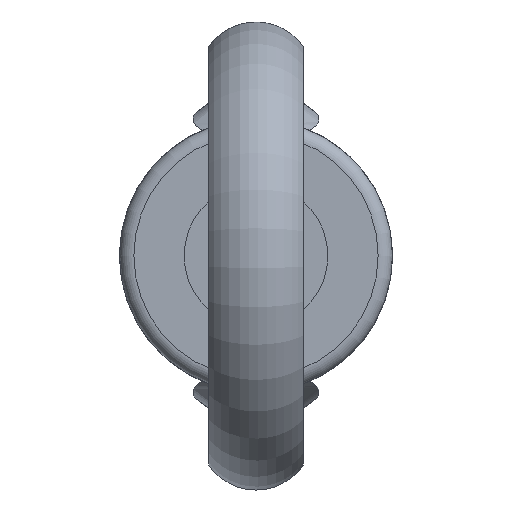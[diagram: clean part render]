
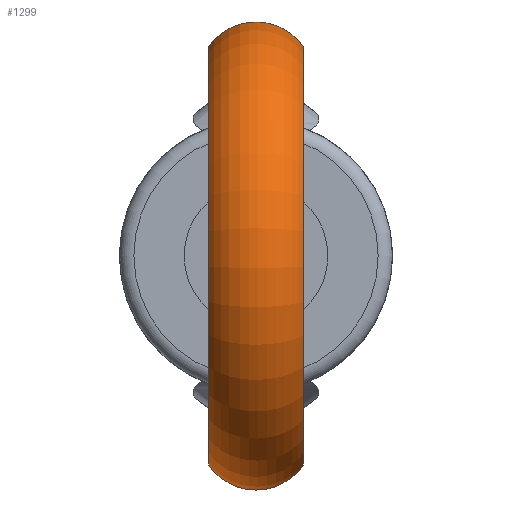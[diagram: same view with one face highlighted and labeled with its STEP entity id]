
A CAD part, left-side view. The second image highlights one B-rep face of the part: STEP entity #1299.
In plain terms, the highlighted toroidal (fillet/blend) face has major radius 6.15 mm and minor radius 2 mm.
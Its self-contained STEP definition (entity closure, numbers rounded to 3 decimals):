
#102 = CARTESIAN_POINT ( 'NONE',  ( -1.13, 42.458, 1.65 ) ) ;
#169 = CARTESIAN_POINT ( 'NONE',  ( -1.13, 42.458, -1.65 ) ) ;
#228 = DIRECTION ( 'NONE',  ( 0., 0., 1. ) ) ;
#341 = FACE_OUTER_BOUND ( 'NONE', #2383, .T. ) ;
#510 = B_SPLINE_CURVE_WITH_KNOTS ( 'NONE', 3,
 ( #169, #2533, #1689, #2073, #582, #1905, #758, #2549, #2513, #599, #1445, #2322, #2301, #1042, #1461, #102 ),
 .UNSPECIFIED., .F., .F.,
 ( 4, 2, 2, 2, 2, 2, 2, 4 ),
 ( 0.002, 0.002, 0.003, 0.003, 0.004, 0.004, 0.005, 0.006 ),
 .UNSPECIFIED. ) ;
#582 = CARTESIAN_POINT ( 'NONE',  ( -1.663, 42.016, -1.124 ) ) ;
#599 = CARTESIAN_POINT ( 'NONE',  ( -2., 41.749, 0.172 ) ) ;
#674 = ORIENTED_EDGE ( 'NONE', *, *, #2731, .F. ) ;
#758 = CARTESIAN_POINT ( 'NONE',  ( -1.887, 41.837, -0.684 ) ) ;
#772 = CARTESIAN_POINT ( 'NONE',  ( -1.13, 42.458, 1.65 ) ) ;
#842 = CARTESIAN_POINT ( 'NONE',  ( 0., 49.65, 0. ) ) ;
#847 = EDGE_CURVE ( 'NONE', #1573, #1041, #1128, .T. ) ;
#852 = DIRECTION ( 'NONE',  ( 0., 1., 0. ) ) ;
#863 = CARTESIAN_POINT ( 'NONE',  ( 0., 49.65, 1.65 ) ) ;
#1039 = AXIS2_PLACEMENT_3D ( 'NONE', #842, #1330, #1541 ) ;
#1041 = VERTEX_POINT ( 'NONE', #772 ) ;
#1042 = CARTESIAN_POINT ( 'NONE',  ( -1.585, 42.078, 1.263 ) ) ;
#1128 = CIRCLE ( 'NONE', #2727, 7.28 ) ;
#1299 = ADVANCED_FACE ( 'NONE', ( #341 ), #2770, .T. ) ;
#1312 = EDGE_CURVE ( 'NONE', #1573, #1777, #1525, .T. ) ;
#1330 = DIRECTION ( 'NONE',  ( 0., 0., 1. ) ) ;
#1445 = CARTESIAN_POINT ( 'NONE',  ( -1.977, 41.767, 0.347 ) ) ;
#1461 = CARTESIAN_POINT ( 'NONE',  ( -1.365, 42.258, 1.489 ) ) ;
#1466 = DIRECTION ( 'NONE',  ( 0., -1., 0. ) ) ;
#1525 = CIRCLE ( 'NONE', #2168, 2. ) ;
#1541 = DIRECTION ( 'NONE',  ( 1., 0., 0. ) ) ;
#1573 = VERTEX_POINT ( 'NONE', #2644 ) ;
#1637 = EDGE_CURVE ( 'NONE', #2305, #1041, #510, .T. ) ;
#1689 = CARTESIAN_POINT ( 'NONE',  ( -1.362, 42.262, -1.473 ) ) ;
#1733 = DIRECTION ( 'NONE',  ( 0., 1., 0. ) ) ;
#1777 = VERTEX_POINT ( 'NONE', #2148 ) ;
#1793 = CIRCLE ( 'NONE', #2640, 7.28 ) ;
#1905 = CARTESIAN_POINT ( 'NONE',  ( -1.823, 41.888, -0.838 ) ) ;
#2073 = CARTESIAN_POINT ( 'NONE',  ( -1.569, 42.092, -1.25 ) ) ;
#2115 = DIRECTION ( 'NONE',  ( 0., 0., -1. ) ) ;
#2148 = CARTESIAN_POINT ( 'NONE',  ( 7.28, 49.65, -1.65 ) ) ;
#2149 = ORIENTED_EDGE ( 'NONE', *, *, #847, .F. ) ;
#2168 = AXIS2_PLACEMENT_3D ( 'NONE', #2606, #852, #2591 ) ;
#2301 = CARTESIAN_POINT ( 'NONE',  ( -1.824, 41.887, 0.836 ) ) ;
#2305 = VERTEX_POINT ( 'NONE', #2431 ) ;
#2322 = CARTESIAN_POINT ( 'NONE',  ( -1.889, 41.836, 0.679 ) ) ;
#2383 = EDGE_LOOP ( 'NONE', ( #2149, #2576, #674, #2797 ) ) ;
#2431 = CARTESIAN_POINT ( 'NONE',  ( -1.13, 42.458, -1.65 ) ) ;
#2513 = CARTESIAN_POINT ( 'NONE',  ( -2., 41.749, -0.178 ) ) ;
#2533 = CARTESIAN_POINT ( 'NONE',  ( -1.247, 42.358, -1.57 ) ) ;
#2549 = CARTESIAN_POINT ( 'NONE',  ( -1.977, 41.767, -0.35 ) ) ;
#2576 = ORIENTED_EDGE ( 'NONE', *, *, #1312, .T. ) ;
#2591 = DIRECTION ( 'NONE',  ( -1., 0., 0. ) ) ;
#2606 = CARTESIAN_POINT ( 'NONE',  ( 6.15, 49.65, 0. ) ) ;
#2640 = AXIS2_PLACEMENT_3D ( 'NONE', #2759, #2115, #1466 ) ;
#2644 = CARTESIAN_POINT ( 'NONE',  ( 7.28, 49.65, 1.65 ) ) ;
#2727 = AXIS2_PLACEMENT_3D ( 'NONE', #863, #228, #1733 ) ;
#2731 = EDGE_CURVE ( 'NONE', #2305, #1777, #1793, .T. ) ;
#2759 = CARTESIAN_POINT ( 'NONE',  ( 0., 49.65, -1.65 ) ) ;
#2770 = TOROIDAL_SURFACE ( 'NONE', #1039, 6.15, 2. ) ;
#2797 = ORIENTED_EDGE ( 'NONE', *, *, #1637, .T. ) ;
